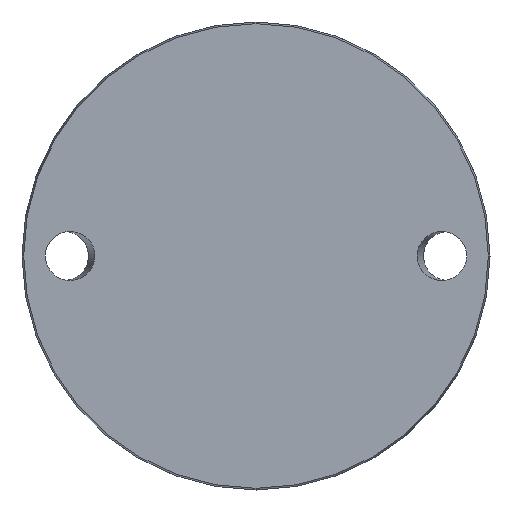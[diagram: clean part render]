
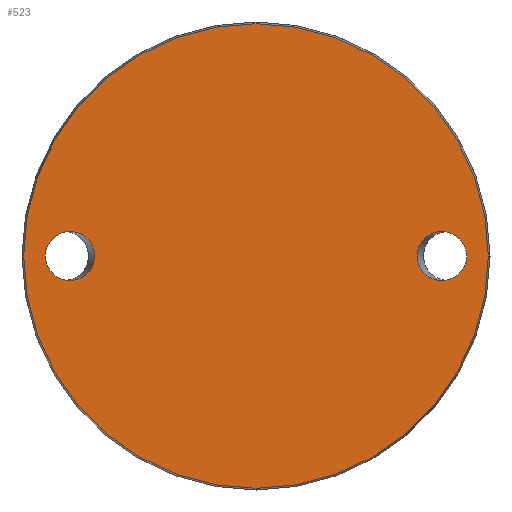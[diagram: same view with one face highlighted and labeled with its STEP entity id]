
A CAD part, front view. The second image highlights one B-rep face of the part: STEP entity #523.
In plain terms, the highlighted planar face has unit normal (0, -1, 0).
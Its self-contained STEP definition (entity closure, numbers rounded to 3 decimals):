
#7 = VERTEX_POINT ( 'NONE', #335 ) ;
#9 = ORIENTED_EDGE ( 'NONE', *, *, #399, .F. ) ;
#14 = EDGE_CURVE ( 'NONE', #91, #91, #755, .T. ) ;
#20 = CARTESIAN_POINT ( 'NONE',  ( -54.385, 0., 16.5 ) ) ;
#24 = EDGE_LOOP ( 'NONE', ( #362 ) ) ;
#73 = CARTESIAN_POINT ( 'NONE',  ( 71.115, 0., 16.5 ) ) ;
#90 = CARTESIAN_POINT ( 'NONE',  ( -71.115, 0., 0. ) ) ;
#91 = VERTEX_POINT ( 'NONE', #99 ) ;
#99 = CARTESIAN_POINT ( 'NONE',  ( 0., 0., -78.425 ) ) ;
#111 = DIRECTION ( 'NONE',  ( 0., 1., 0. ) ) ;
#143 = CARTESIAN_POINT ( 'NONE',  ( 54.385, 0., 16.5 ) ) ;
#172 = VERTEX_POINT ( 'NONE', #709 ) ;
#250 = EDGE_CURVE ( 'NONE', #7, #7, #600, .T. ) ;
#253 = CARTESIAN_POINT ( 'NONE',  ( -78.425, 0., 0. ) ) ;
#264 = CARTESIAN_POINT ( 'NONE',  ( 71.115, 0., -16.5 ) ) ;
#303 = DIRECTION ( 'NONE',  ( 0., 0., -1. ) ) ;
#306 = DIRECTION ( 'NONE',  ( 0., -1., 0. ) ) ;
#335 = CARTESIAN_POINT ( 'NONE',  ( -71.115, 0., 0. ) ) ;
#362 = ORIENTED_EDGE ( 'NONE', *, *, #14, .T. ) ;
#399 = EDGE_CURVE ( 'NONE', #172, #172, #565, .T. ) ;
#401 = CARTESIAN_POINT ( 'NONE',  ( -71.115, 0., 16.5 ) ) ;
#456 = CARTESIAN_POINT ( 'NONE',  ( 0., 0., 0. ) ) ;
#474 = EDGE_LOOP ( 'NONE', ( #9 ) ) ;
#480 = AXIS2_PLACEMENT_3D ( 'NONE', #253, #111, #895 ) ;
#486 = CARTESIAN_POINT ( 'NONE',  ( -71.115, 0., -16.5 ) ) ;
#495 = FACE_OUTER_BOUND ( 'NONE', #24, .T. ) ;
#509 = EDGE_LOOP ( 'NONE', ( #962 ) ) ;
#523 = ADVANCED_FACE ( 'NONE', ( #554, #795, #495 ), #569, .F. ) ;
#554 = FACE_BOUND ( 'NONE', #509, .T. ) ;
#558 = CARTESIAN_POINT ( 'NONE',  ( -54.385, 0., -16.5 ) ) ;
#565 =( BOUNDED_CURVE ( )  B_SPLINE_CURVE ( 3, ( #952, #738, #264, #986, #73, #143, #776 ),
 .UNSPECIFIED., .T., .F. ) 
 B_SPLINE_CURVE_WITH_KNOTS ( ( 4, 3, 4 ),
 ( 0., 3.142, 6.283 ),
 .UNSPECIFIED. ) 
 CURVE ( )  GEOMETRIC_REPRESENTATION_ITEM ( )  RATIONAL_B_SPLINE_CURVE ( ( 1., 0.333, 0.333, 1., 0.333, 0.333, 1. ) ) 
 REPRESENTATION_ITEM ( '' )  );
#569 = PLANE ( 'NONE',  #480 ) ;
#600 =( BOUNDED_CURVE ( )  B_SPLINE_CURVE ( 3, ( #90, #401, #20, #712, #558, #486, #793 ),
 .UNSPECIFIED., .T., .F. ) 
 B_SPLINE_CURVE_WITH_KNOTS ( ( 4, 3, 4 ),
 ( 0., 3.142, 6.283 ),
 .UNSPECIFIED. ) 
 CURVE ( )  GEOMETRIC_REPRESENTATION_ITEM ( )  RATIONAL_B_SPLINE_CURVE ( ( 1., 0.333, 0.333, 1., 0.333, 0.333, 1. ) ) 
 REPRESENTATION_ITEM ( '' )  );
#674 = AXIS2_PLACEMENT_3D ( 'NONE', #456, #306, #303 ) ;
#709 = CARTESIAN_POINT ( 'NONE',  ( 54.385, 0., 0. ) ) ;
#712 = CARTESIAN_POINT ( 'NONE',  ( -54.385, 0., 0. ) ) ;
#738 = CARTESIAN_POINT ( 'NONE',  ( 54.385, 0., -16.5 ) ) ;
#755 = CIRCLE ( 'NONE', #674, 78.425 ) ;
#776 = CARTESIAN_POINT ( 'NONE',  ( 54.385, 0., 0. ) ) ;
#793 = CARTESIAN_POINT ( 'NONE',  ( -71.115, 0., 0. ) ) ;
#795 = FACE_BOUND ( 'NONE', #474, .T. ) ;
#895 = DIRECTION ( 'NONE',  ( 0., 0., 1. ) ) ;
#952 = CARTESIAN_POINT ( 'NONE',  ( 54.385, 0., 0. ) ) ;
#962 = ORIENTED_EDGE ( 'NONE', *, *, #250, .T. ) ;
#986 = CARTESIAN_POINT ( 'NONE',  ( 71.115, 0., 0. ) ) ;
